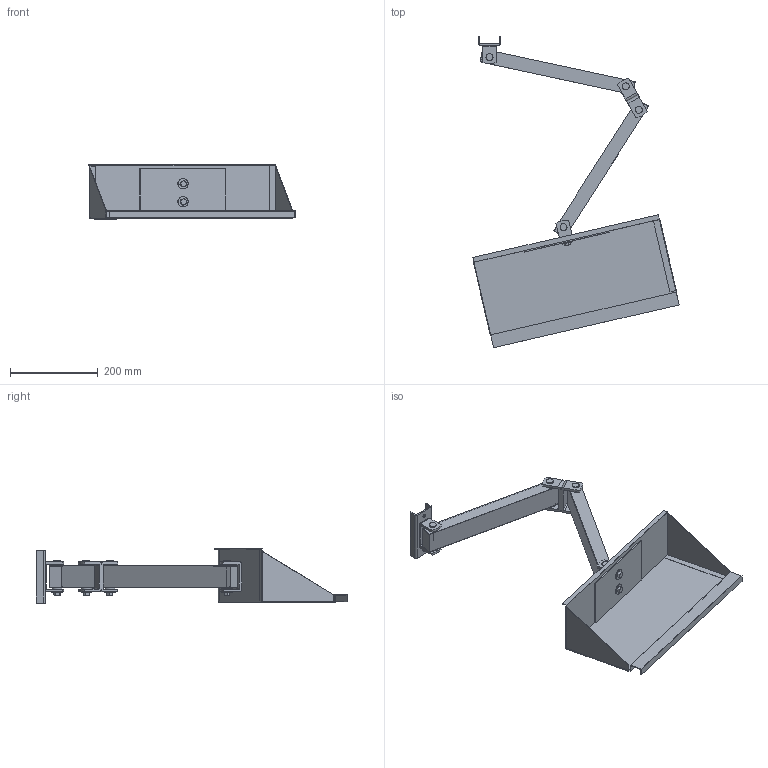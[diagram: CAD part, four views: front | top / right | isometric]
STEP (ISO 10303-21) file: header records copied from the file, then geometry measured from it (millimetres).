
FILE_DESCRIPTION(/* description */ ('Sichtboxenhalter ESD'),/* implementation_level */ '2;1');
FILE_NAME(/* name */ 'ZEI_CAD_320516-6-REV00_#SALL_#AIN_#V1.step',/* time_stamp */ '2022-10-10T07:08:38+02:00',/* author */ ('MiniTec'),/* organization */ ('MiniTec GmbH & Co.KG'),/* preprocessor_version */ 'ST-DEVELOPER v18.1',/* originating_system */ 'Autodesk Inventor 2021',/* authorisation */ '');
FILE_SCHEMA (('CONFIG_CONTROL_DESIGN'));
Length unit declared in the file: millimetre
Products named in the file (14): leer; leer_1; leer_2; leer_3; leer_4; leer_5; leer_6; leer_7; leer_8; leer_9; leer_10; leer_11; leer_12; leer_13
Assembly tree (13 placements, depth 2):
  leer
    leer_1
    leer_2
    leer_3
    leer_4
    leer_5
    leer_6
    leer_7
    leer_8
    leer_9
    leer_10
    leer_11
    leer_12
    leer_13
Bounding box: 470.37 x 710.16 x 123.5 mm (x, y, z)
Volume: 734393 mm3; surface area: 663140.8 mm2
Topology: 13 solids, 13 shells, 642 faces, 1428 edges, 857 vertices
Faces by surface type: cone 262, plane 232, cylinder 132, bspline 16
Full cylindrical faces by diameter (mm): 6.647 x4, 8.2 x2, 8.5 x7, 9 x12, 12 x7, 16 x4, 23.8 x7, 24 x9
Entity records: 18121 total; most frequent: CARTESIAN_POINT 3222, DIRECTION 3210, ORIENTED_EDGE 2848, EDGE_CURVE 1424, AXIS2_PLACEMENT_3D 1205, VERTEX_POINT 857, LINE 800, VECTOR 800
